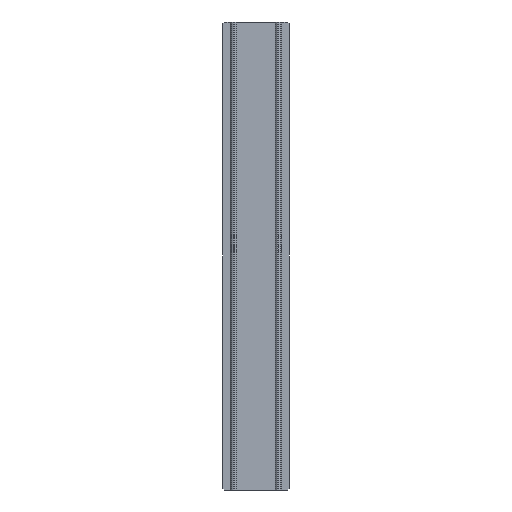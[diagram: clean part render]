
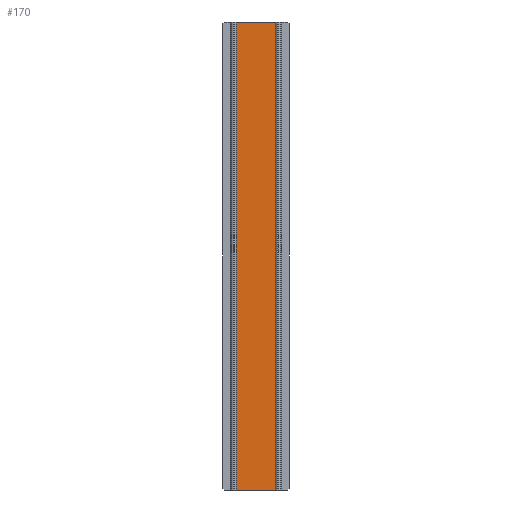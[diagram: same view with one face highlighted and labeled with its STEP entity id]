
A CAD part, front view. The second image highlights one B-rep face of the part: STEP entity #170.
In plain terms, the highlighted planar face has unit normal (0, -1, 0).
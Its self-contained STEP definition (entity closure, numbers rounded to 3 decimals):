
#131=CARTESIAN_POINT('',(-255.434,339.324,1.549));
#132=DIRECTION('',(-0.,1.,-0.));
#133=DIRECTION('',(0.,0.,1.));
#134=AXIS2_PLACEMENT_3D('',#131,#132,#133);
#135=PLANE('',#134);
#136=CARTESIAN_POINT('',(-254.434,339.324,1.549));
#137=VERTEX_POINT('',#136);
#138=CARTESIAN_POINT('',(-254.434,339.324,241.499));
#139=VERTEX_POINT('',#138);
#140=CARTESIAN_POINT('',(-254.434,339.324,1.549));
#141=DIRECTION('',(0.,0.,1.));
#142=VECTOR('',#141,239.95);
#143=LINE('',#140,#142);
#144=EDGE_CURVE('',#137,#139,#143,.T.);
#145=ORIENTED_EDGE('',*,*,#144,.F.);
#146=CARTESIAN_POINT('',(-234.343,339.324,1.549));
#147=VERTEX_POINT('',#146);
#148=CARTESIAN_POINT('',(-254.434,339.324,1.549));
#149=DIRECTION('',(1.,0.,-0.));
#150=VECTOR('',#149,20.09);
#151=LINE('',#148,#150);
#152=EDGE_CURVE('',#137,#147,#151,.T.);
#153=ORIENTED_EDGE('',*,*,#152,.T.);
#154=CARTESIAN_POINT('',(-234.343,339.324,241.499));
#155=VERTEX_POINT('',#154);
#156=CARTESIAN_POINT('',(-234.343,339.324,241.499));
#157=DIRECTION('',(-0.,-0.,-1.));
#158=VECTOR('',#157,239.95);
#159=LINE('',#156,#158);
#160=EDGE_CURVE('',#155,#147,#159,.T.);
#161=ORIENTED_EDGE('',*,*,#160,.F.);
#162=CARTESIAN_POINT('',(-254.434,339.324,241.499));
#163=DIRECTION('',(1.,0.,-0.));
#164=VECTOR('',#163,20.09);
#165=LINE('',#162,#164);
#166=EDGE_CURVE('',#139,#155,#165,.T.);
#167=ORIENTED_EDGE('',*,*,#166,.F.);
#168=EDGE_LOOP('',(#145,#153,#161,#167));
#169=FACE_BOUND('',#168,.T.);
#170=ADVANCED_FACE('',(#169),#135,.F.);
